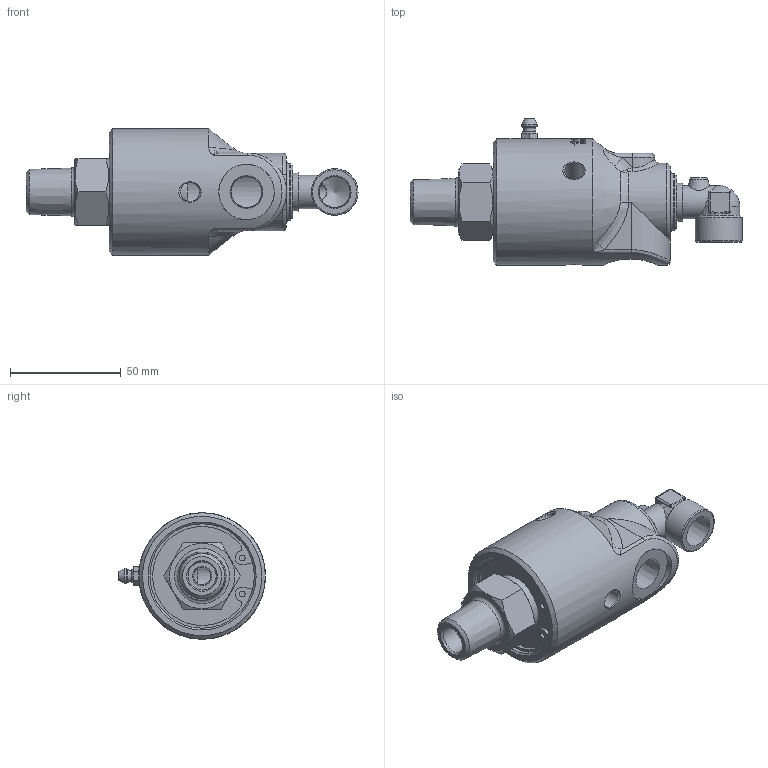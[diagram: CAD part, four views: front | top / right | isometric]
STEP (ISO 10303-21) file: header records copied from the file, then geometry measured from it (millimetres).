
FILE_DESCRIPTION(/* description */ (''),/* implementation_level */ '2;1');
FILE_NAME(/* name */ '157-000-001012-IC.stp',/* time_stamp */ '2020-06-05T15:04:48-05:00',/* author */ ('GALINDOLM'),/* organization */ (''),/* preprocessor_version */ 'ST-DEVELOPER v18',/* originating_system */ 'Autodesk Inventor 2020',/* authorisation */ '');
FILE_SCHEMA (('AUTOMOTIVE_DESIGN { 1 0 10303 214 3 1 1 }'));
Length unit declared in the file: millimetre
Products named in the file (1): 157-000-001012-IC
Bounding box: 149.67 x 66.13 x 57 mm (x, y, z)
Volume: 159142.9 mm3; surface area: 33937.9 mm2
Topology: 1 solids, 1 shells, 512 faces, 1359 edges, 889 vertices
Faces by surface type: bspline 233, plane 136, cylinder 97, cone 25, sphere 11, torus 10
Full cylindrical faces by diameter (mm): 2.644 x2, 7.95 x1, 8.6 x3, 12.7 x1, 13.889 x3, 15 x1, 21 x1, 24.89 x1, 25 x1, 25.4 x1, 27.8 x1, 47.07 x1, 50.75 x1, 57 x1
Entity records: 25003 total; most frequent: CARTESIAN_POINT 13385, ORIENTED_EDGE 2702, DIRECTION 1742, EDGE_CURVE 1351, VERTEX_POINT 889, AXIS2_PLACEMENT_3D 638, EDGE_LOOP 572, B_SPLINE_CURVE_WITH_KNOTS 513
